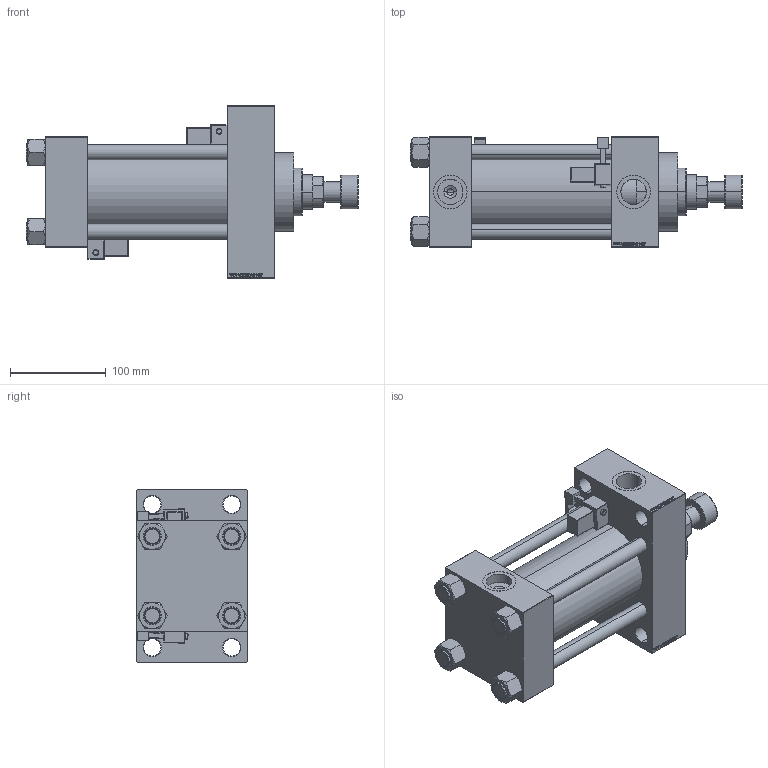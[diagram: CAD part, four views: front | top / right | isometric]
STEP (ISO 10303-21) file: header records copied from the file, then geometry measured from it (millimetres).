
FILE_DESCRIPTION (( 'STEP AP203' ), '1' );
FILE_NAME ('63bb.STEP', '2023-10-10T23:16:40', ( '' ), ( '' ), 'SwSTEP 2.0', 'SolidWorks 2019', '' );
FILE_SCHEMA (( 'CONFIG_CONTROL_DESIGN' ));
Length unit declared in the file: millimetre
Products named in the file (8): V215CR_VCP_D 03b76087bca1041e4e629d5dc89ef515; 63bb; V215CR_ROD_END_F 03b76087bca1041e4e629d5dc89ef515; V215CR_D_Body 03b76087bca1041e4e629d5dc89ef515; V215CR_MSU 03b76087bca1041e4e629d5dc89ef515; V215CR_D_TYCINKA 03b76087bca1041e4e629d5dc89ef515; V215_VC_A 03b76087bca1041e4e629d5dc89ef515; NUT_M5_D 03b76087bca1041e4e629d5dc89ef515
Assembly tree (14 placements, depth 2):
  63bb
    V215CR_D_Body 03b76087bca1041e4e629d5dc89ef515
    V215CR_VCP_D 03b76087bca1041e4e629d5dc89ef515
    NUT_M5_D 03b76087bca1041e4e629d5dc89ef515  x4
    V215CR_D_TYCINKA 03b76087bca1041e4e629d5dc89ef515  x4
    V215_VC_A 03b76087bca1041e4e629d5dc89ef515
    V215CR_ROD_END_F 03b76087bca1041e4e629d5dc89ef515
    V215CR_MSU 03b76087bca1041e4e629d5dc89ef515  x2
Bounding box: 346 x 115 x 180 mm (x, y, z)
Volume: 2252836.4 mm3; surface area: 381466.3 mm2
Topology: 14 solids, 14 shells, 1319 faces, 3287 edges, 2093 vertices
Faces by surface type: plane 607, bspline 368, cylinder 152, cone 144, torus 24, sphere 24
Entity records: 50344 total; most frequent: CARTESIAN_POINT 25591, ORIENTED_EDGE 5456, DIRECTION 3736, EDGE_CURVE 2728, VERTEX_POINT 1775, LINE 1632, VECTOR 1632, EDGE_LOOP 1223
